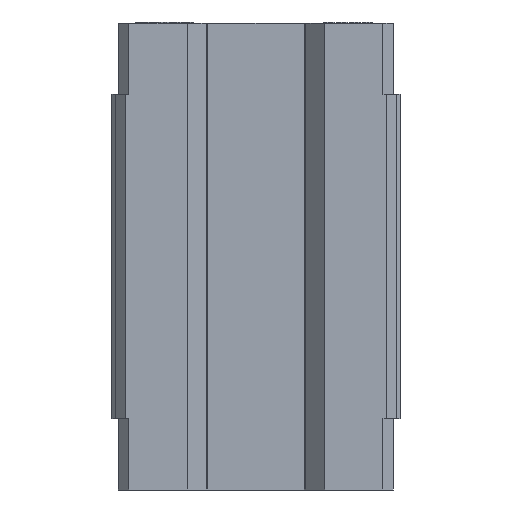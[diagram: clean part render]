
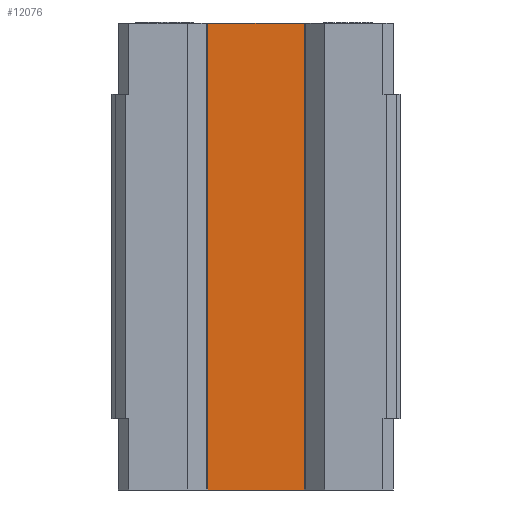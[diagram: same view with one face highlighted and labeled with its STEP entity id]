
A CAD part, front view. The second image highlights one B-rep face of the part: STEP entity #12076.
In plain terms, the highlighted planar face has unit normal (0, -1, 0).
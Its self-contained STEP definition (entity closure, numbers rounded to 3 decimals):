
#244 = EDGE_CURVE ( 'NONE', #11372, #247, #3775, .T. ) ;
#247 = VERTEX_POINT ( 'NONE', #3828 ) ;
#352 = EDGE_CURVE ( 'NONE', #247, #353, #4020, .T. ) ;
#353 = VERTEX_POINT ( 'NONE', #4039 ) ;
#3772 = DIRECTION ( 'NONE',  ( 0., 0., -1. ) ) ;
#3773 = VECTOR ( 'NONE', #3772, 1000. ) ;
#3774 = CARTESIAN_POINT ( 'NONE',  ( -14.4, 0., -48.5 ) ) ;
#3775 = LINE ( 'NONE', #3774, #3773 ) ;
#3828 = CARTESIAN_POINT ( 'NONE',  ( -14.4, 0., -69.7 ) ) ;
#4017 = DIRECTION ( 'NONE',  ( 1., 0., 0. ) ) ;
#4018 = VECTOR ( 'NONE', #4017, 1000. ) ;
#4019 = CARTESIAN_POINT ( 'NONE',  ( -14.4, 0., -69.7 ) ) ;
#4020 = LINE ( 'NONE', #4019, #4018 ) ;
#4039 = CARTESIAN_POINT ( 'NONE',  ( 14.4, 0., -69.7 ) ) ;
#9046 = CARTESIAN_POINT ( 'NONE',  ( -14.4, 0., 69.7 ) ) ;
#9047 = LINE ( 'NONE', #9046, #9101 ) ;
#9061 = CARTESIAN_POINT ( 'NONE',  ( 14.4, 0., 69.7 ) ) ;
#9100 = DIRECTION ( 'NONE',  ( -1., 0., 0. ) ) ;
#9101 = VECTOR ( 'NONE', #9100, 1000. ) ;
#9368 = CARTESIAN_POINT ( 'NONE',  ( -14.4, 0., 69.7 ) ) ;
#10173 = VERTEX_POINT ( 'NONE', #9061 ) ;
#10889 = EDGE_CURVE ( 'NONE', #10173, #11372, #9047, .T. ) ;
#11017 = DIRECTION ( 'NONE',  ( 0., 0., -1. ) ) ;
#11018 = DIRECTION ( 'NONE',  ( 0., -1., 0. ) ) ;
#11019 = CARTESIAN_POINT ( 'NONE',  ( -14.4, 0., -48.5 ) ) ;
#11020 = AXIS2_PLACEMENT_3D ( 'NONE', #11019, #11018, #11017 ) ;
#11022 = PLANE ( 'NONE',  #11020 ) ;
#11024 = FACE_OUTER_BOUND ( 'NONE', #12054, .T. ) ;
#11046 = DIRECTION ( 'NONE',  ( 0., 0., 1. ) ) ;
#11047 = VECTOR ( 'NONE', #11046, 1000. ) ;
#11048 = CARTESIAN_POINT ( 'NONE',  ( 14.4, 0., -48.5 ) ) ;
#11057 = LINE ( 'NONE', #11048, #11047 ) ;
#11372 = VERTEX_POINT ( 'NONE', #9368 ) ;
#12029 = ORIENTED_EDGE ( 'NONE', *, *, #244, .T. ) ;
#12033 = ORIENTED_EDGE ( 'NONE', *, *, #10889, .T. ) ;
#12038 = ORIENTED_EDGE ( 'NONE', *, *, #352, .T. ) ;
#12054 = EDGE_LOOP ( 'NONE', ( #12038, #12060, #12033, #12029 ) ) ;
#12060 = ORIENTED_EDGE ( 'NONE', *, *, #12093, .T. ) ;
#12076 = ADVANCED_FACE ( 'NONE', ( #11024 ), #11022, .T. ) ;
#12093 = EDGE_CURVE ( 'NONE', #353, #10173, #11057, .T. ) ;
